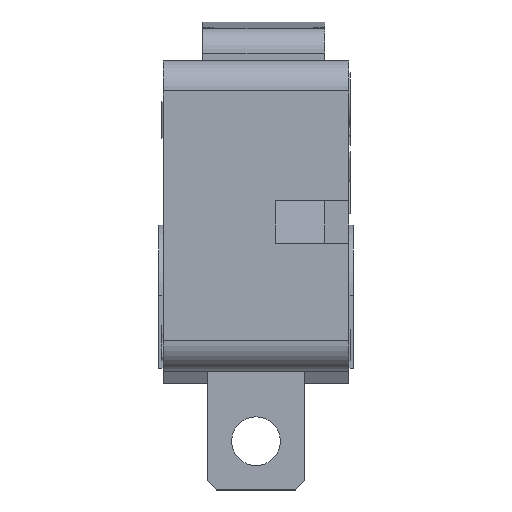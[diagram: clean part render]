
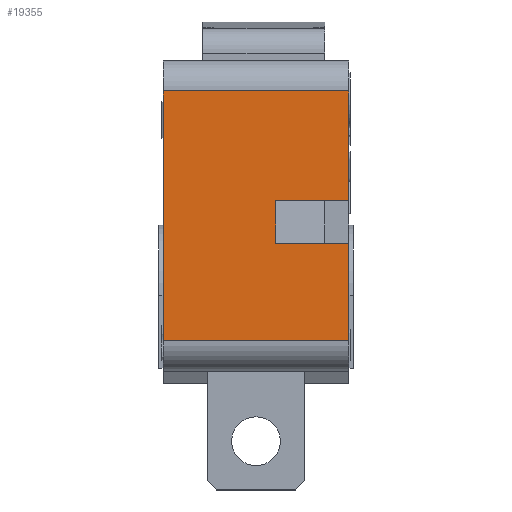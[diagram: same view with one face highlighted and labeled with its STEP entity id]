
A CAD part, left-side view. The second image highlights one B-rep face of the part: STEP entity #19355.
In plain terms, the highlighted planar face has unit normal (-1, 0, 0).
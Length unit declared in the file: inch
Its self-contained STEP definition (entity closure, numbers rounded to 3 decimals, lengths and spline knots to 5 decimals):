
#1674=CARTESIAN_POINT('',(-0.20079,-0.24016,0.12205));
#1675=VERTEX_POINT('',#1674);
#1682=CARTESIAN_POINT('',(-0.20079,-0.14567,0.12205));
#1683=VERTEX_POINT('',#1682);
#1684=CARTESIAN_POINT('',(-0.20079,-0.14567,0.12205));
#1685=DIRECTION('',(0.0,-1.0,0.0));
#1686=VECTOR('',#1685,0.09449);
#1687=LINE('',#1684,#1686);
#1688=EDGE_CURVE('',#1683,#1675,#1687,.T.);
#15217=CARTESIAN_POINT('',(-0.20079,-0.24016,0.06693));
#15218=VERTEX_POINT('',#15217);
#15225=CARTESIAN_POINT('',(-0.20079,-0.24016,-0.05906));
#15226=VERTEX_POINT('',#15225);
#15227=CARTESIAN_POINT('',(-0.20079,-0.24016,-0.05906));
#15228=DIRECTION('',(0.0,0.0,1.0));
#15229=VECTOR('',#15228,0.12598);
#15230=LINE('',#15227,#15229);
#15231=EDGE_CURVE('',#15226,#15218,#15230,.T.);
#15387=CARTESIAN_POINT('',(-0.20079,-0.24016,0.26378));
#15388=VERTEX_POINT('',#15387);
#15396=CARTESIAN_POINT('',(-0.20079,-0.24016,0.12205));
#15397=DIRECTION('',(0.0,0.0,1.0));
#15398=VECTOR('',#15397,0.14173);
#15399=LINE('',#15396,#15398);
#15400=EDGE_CURVE('',#1675,#15388,#15399,.T.);
#16245=CARTESIAN_POINT('',(-0.20079,-0.14567,0.06693));
#16246=VERTEX_POINT('',#16245);
#16255=CARTESIAN_POINT('',(-0.20079,-0.24016,0.06693));
#16256=DIRECTION('',(0.0,1.0,0.0));
#16257=VECTOR('',#16256,0.09449);
#16258=LINE('',#16255,#16257);
#16259=EDGE_CURVE('',#15218,#16246,#16258,.T.);
#17597=CARTESIAN_POINT('',(-0.20079,0.0,-0.05906));
#17598=VERTEX_POINT('',#17597);
#17606=CARTESIAN_POINT('',(-0.20079,0.0,0.26378));
#17607=VERTEX_POINT('',#17606);
#17608=CARTESIAN_POINT('',(-0.20079,0.0,0.26378));
#17609=DIRECTION('',(0.0,0.0,-1.0));
#17610=VECTOR('',#17609,0.32283);
#17611=LINE('',#17608,#17610);
#17612=EDGE_CURVE('',#17607,#17598,#17611,.T.);
#19319=CARTESIAN_POINT('',(-0.20079,-0.14567,0.06693));
#19320=DIRECTION('',(0.0,0.0,1.0));
#19321=VECTOR('',#19320,0.05512);
#19322=LINE('',#19319,#19321);
#19323=EDGE_CURVE('',#16246,#1683,#19322,.T.);
#19330=CARTESIAN_POINT('',(-0.20079,-0.25217,-0.0752));
#19331=DIRECTION('',(-1.0,0.0,0.0));
#19332=DIRECTION('',(0.0,0.0,1.0));
#19333=AXIS2_PLACEMENT_3D('',#19330,#19331,#19332);
#19334=PLANE('',#19333);
#19335=ORIENTED_EDGE('',*,*,#17612,.T.);
#19336=CARTESIAN_POINT('',(-0.20079,-0.24016,-0.05906));
#19337=DIRECTION('',(0.0,1.0,0.0));
#19338=VECTOR('',#19337,0.24016);
#19339=LINE('',#19336,#19338);
#19340=EDGE_CURVE('',#15226,#17598,#19339,.T.);
#19341=ORIENTED_EDGE('',*,*,#19340,.F.);
#19342=ORIENTED_EDGE('',*,*,#15231,.T.);
#19343=ORIENTED_EDGE('',*,*,#16259,.T.);
#19344=ORIENTED_EDGE('',*,*,#19323,.T.);
#19345=ORIENTED_EDGE('',*,*,#1688,.T.);
#19346=ORIENTED_EDGE('',*,*,#15400,.T.);
#19347=CARTESIAN_POINT('',(-0.20079,-0.24016,0.26378));
#19348=DIRECTION('',(0.0,1.0,0.0));
#19349=VECTOR('',#19348,0.24016);
#19350=LINE('',#19347,#19349);
#19351=EDGE_CURVE('',#15388,#17607,#19350,.T.);
#19352=ORIENTED_EDGE('',*,*,#19351,.T.);
#19353=EDGE_LOOP('',(#19335,#19341,#19342,#19343,#19344,#19345,#19346,#19352));
#19354=FACE_OUTER_BOUND('',#19353,.T.);
#19355=ADVANCED_FACE('',(#19354),#19334,.T.);
